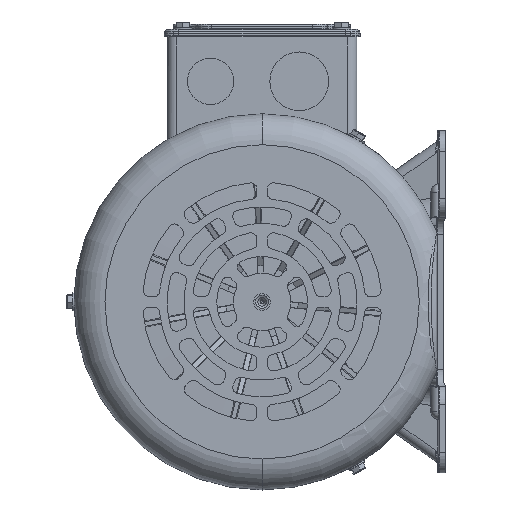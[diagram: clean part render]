
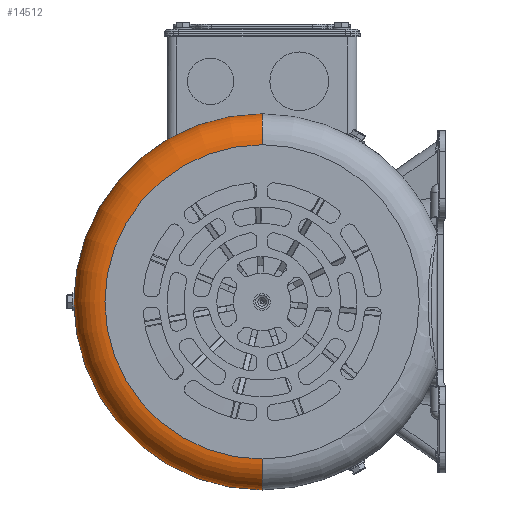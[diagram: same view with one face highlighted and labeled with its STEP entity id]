
A CAD part, left-side view. The second image highlights one B-rep face of the part: STEP entity #14512.
In plain terms, the highlighted toroidal (fillet/blend) face has major radius 76.25 mm and minor radius 15 mm.
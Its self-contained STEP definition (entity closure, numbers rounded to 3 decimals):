
#4622 = CARTESIAN_POINT ( 'NONE',  ( -125., 0., -91.25 ) ) ;
#5153 = AXIS2_PLACEMENT_3D ( 'NONE', #101729, #90280, #78882 ) ;
#9147 = DIRECTION ( 'NONE',  ( 0., 0., 1. ) ) ;
#10558 = VERTEX_POINT ( 'NONE', #96194 ) ;
#14512 = ADVANCED_FACE ( 'NONE', ( #35316 ), #68348, .T. ) ;
#20460 = DIRECTION ( 'NONE',  ( -1., 0., 0. ) ) ;
#20721 = EDGE_CURVE ( 'NONE', #28089, #61215, #81177, .T. ) ;
#20879 = VERTEX_POINT ( 'NONE', #86089 ) ;
#24306 = CARTESIAN_POINT ( 'NONE',  ( -125., 0., 91.25 ) ) ;
#28089 = VERTEX_POINT ( 'NONE', #24306 ) ;
#30763 = AXIS2_PLACEMENT_3D ( 'NONE', #89078, #77700, #66243 ) ;
#31856 = CARTESIAN_POINT ( 'NONE',  ( -140., 0., 0. ) ) ;
#32537 = ORIENTED_EDGE ( 'NONE', *, *, #51252, .F. ) ;
#33550 = CIRCLE ( 'NONE', #30763, 15. ) ;
#35316 = FACE_OUTER_BOUND ( 'NONE', #98862, .T. ) ;
#35809 = AXIS2_PLACEMENT_3D ( 'NONE', #83934, #72527, #61118 ) ;
#44159 = AXIS2_PLACEMENT_3D ( 'NONE', #110992, #99546, #88115 ) ;
#47195 = ORIENTED_EDGE ( 'NONE', *, *, #97547, .T. ) ;
#49453 = EDGE_CURVE ( 'NONE', #28089, #20879, #33550, .T. ) ;
#51252 = EDGE_CURVE ( 'NONE', #20879, #10558, #94925, .T. ) ;
#57935 = CIRCLE ( 'NONE', #5153, 15. ) ;
#61118 = DIRECTION ( 'NONE',  ( 0., 0., 1. ) ) ;
#61215 = VERTEX_POINT ( 'NONE', #4622 ) ;
#66243 = DIRECTION ( 'NONE',  ( 1., 0., 0. ) ) ;
#68348 = TOROIDAL_SURFACE ( 'NONE', #35809, 76.25, 15. ) ;
#72527 = DIRECTION ( 'NONE',  ( -1., 0., 0. ) ) ;
#77700 = DIRECTION ( 'NONE',  ( 0., -1., 0. ) ) ;
#78882 = DIRECTION ( 'NONE',  ( -1., 0., 0. ) ) ;
#81177 = CIRCLE ( 'NONE', #44159, 91.25 ) ;
#83934 = CARTESIAN_POINT ( 'NONE',  ( -125., 0., 0. ) ) ;
#86089 = CARTESIAN_POINT ( 'NONE',  ( -140., 0., 76.25 ) ) ;
#87711 = ORIENTED_EDGE ( 'NONE', *, *, #49453, .F. ) ;
#88115 = DIRECTION ( 'NONE',  ( 0., 0., 1. ) ) ;
#89078 = CARTESIAN_POINT ( 'NONE',  ( -125., 0., 76.25 ) ) ;
#90280 = DIRECTION ( 'NONE',  ( 0., 1., 0. ) ) ;
#94925 = CIRCLE ( 'NONE', #110019, 76.25 ) ;
#96194 = CARTESIAN_POINT ( 'NONE',  ( -140., 0., -76.25 ) ) ;
#96542 = ORIENTED_EDGE ( 'NONE', *, *, #20721, .T. ) ;
#97547 = EDGE_CURVE ( 'NONE', #61215, #10558, #57935, .T. ) ;
#98862 = EDGE_LOOP ( 'NONE', ( #96542, #47195, #32537, #87711 ) ) ;
#99546 = DIRECTION ( 'NONE',  ( -1., 0., 0. ) ) ;
#101729 = CARTESIAN_POINT ( 'NONE',  ( -125., 0., -76.25 ) ) ;
#110019 = AXIS2_PLACEMENT_3D ( 'NONE', #31856, #20460, #9147 ) ;
#110992 = CARTESIAN_POINT ( 'NONE',  ( -125., 0., 0. ) ) ;
